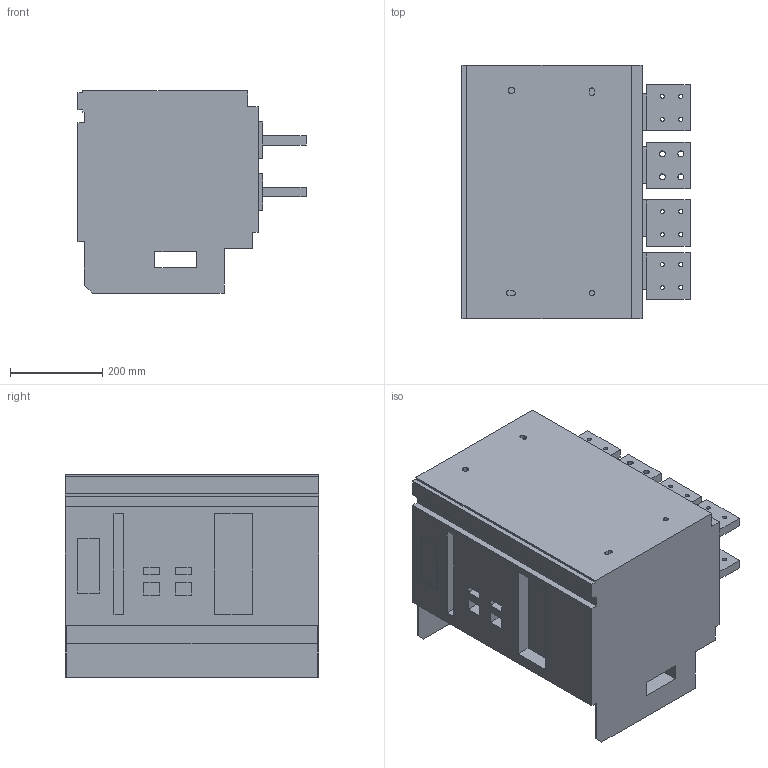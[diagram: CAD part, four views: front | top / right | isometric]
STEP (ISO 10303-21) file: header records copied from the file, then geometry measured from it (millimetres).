
FILE_DESCRIPTION((''),'2;1');
FILE_NAME('NA1-3200-2000A-2500A-4P_ASM','2018-11-17T',('wqli'),(''),'CREO PARAMETRIC BY PTC INC, 2015480','CREO PARAMETRIC BY PTC INC, 2015480','');
FILE_SCHEMA(('CONFIG_CONTROL_DESIGN'));
Length unit declared in the file: millimetre
Products named in the file (4): NA1-3200-DRAW-OUT-4; 8-580-222-1-B; 8-580-223-2-2000A; NA1-3200-2000A-2500A-4P_ASM
Assembly tree (9 placements, depth 2):
  NA1-3200-2000A-2500A-4P_ASM
    NA1-3200-DRAW-OUT-4
    8-580-222-1-B  x2
    8-580-223-2-2000A  x6
Bounding box: 495 x 550 x 439 mm (x, y, z)
Volume: 82146484.5 mm3; surface area: 1787894.5 mm2
Topology: 9 solids, 9 shells, 313 faces, 834 edges, 550 vertices
Faces by surface type: plane 177, cylinder 136
Entity records: 4602 total; most frequent: CARTESIAN_POINT 778, DIRECTION 768, ORIENTED_EDGE 748, EDGE_CURVE 374, VECTOR 292, LINE 292, VERTEX_POINT 248, AXIS2_PLACEMENT_3D 238
